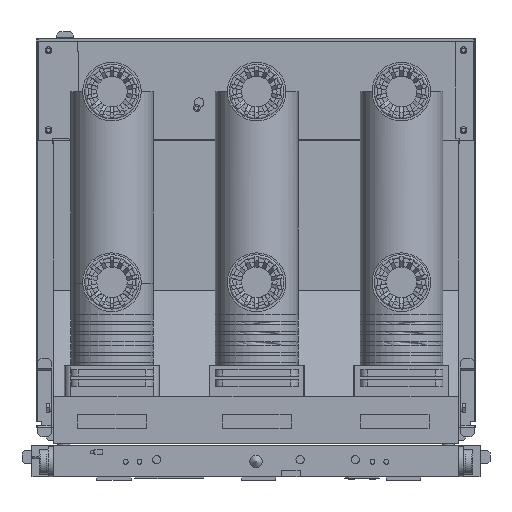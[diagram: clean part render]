
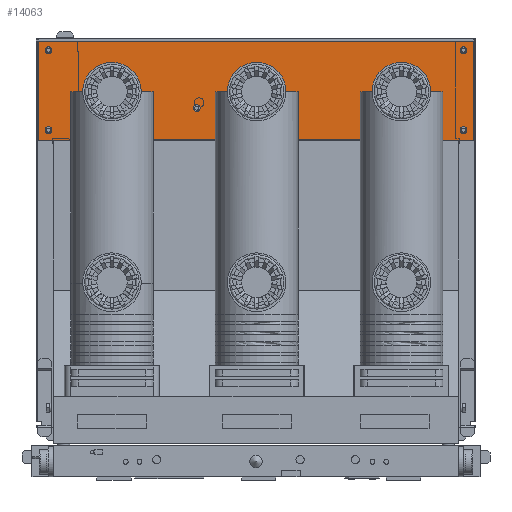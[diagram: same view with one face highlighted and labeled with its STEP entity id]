
A CAD part, left-side view. The second image highlights one B-rep face of the part: STEP entity #14063.
In plain terms, the highlighted planar face has unit normal (-1, 0, 0).
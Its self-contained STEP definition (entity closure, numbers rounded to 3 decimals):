
#14063=ADVANCED_FACE('',(#60049,#60051,#60053,#60055,#60057,#60059),#60061,.T.);
#60049=FACE_BOUND('',#60050,.T.);
#60050=EDGE_LOOP('',(#93097,#93098,#93099,#93100,#93101,#93102,#93103,#93104,#93105,
#93106));
#60051=FACE_BOUND('',#60052,.T.);
#60052=EDGE_LOOP('',(#93107));
#60053=FACE_BOUND('',#60054,.T.);
#60054=EDGE_LOOP('',(#93108));
#60055=FACE_BOUND('',#60056,.T.);
#60056=EDGE_LOOP('',(#93109));
#60057=FACE_BOUND('',#60058,.T.);
#60058=EDGE_LOOP('',(#93110));
#60059=FACE_BOUND('',#60060,.T.);
#60060=EDGE_LOOP('',(#93111));
#60061=PLANE('',#60062);
#60062=AXIS2_PLACEMENT_3D('',#60063,#60064,#60065);
#60063=CARTESIAN_POINT('',(-65.,319.,586.));
#60064=DIRECTION('',(-1.,0.,0.));
#60065=DIRECTION('',(0.,0.,-1.));
#93097=ORIENTED_EDGE('',*,*,#122150,.T.);
#93098=ORIENTED_EDGE('',*,*,#120581,.F.);
#93099=ORIENTED_EDGE('',*,*,#120502,.F.);
#93100=ORIENTED_EDGE('',*,*,#122151,.T.);
#93101=ORIENTED_EDGE('',*,*,#122152,.T.);
#93102=ORIENTED_EDGE('',*,*,#122153,.F.);
#93103=ORIENTED_EDGE('',*,*,#120504,.F.);
#93104=ORIENTED_EDGE('',*,*,#120495,.F.);
#93105=ORIENTED_EDGE('',*,*,#122154,.T.);
#93106=ORIENTED_EDGE('',*,*,#122155,.F.);
#93107=ORIENTED_EDGE('',*,*,#122156,.F.);
#93108=ORIENTED_EDGE('',*,*,#122157,.F.);
#93109=ORIENTED_EDGE('',*,*,#122158,.F.);
#93110=ORIENTED_EDGE('',*,*,#122159,.F.);
#93111=ORIENTED_EDGE('',*,*,#122160,.F.);
#120495=EDGE_CURVE('',#136334,#135912,#136335,.F.);
#120502=EDGE_CURVE('',#136346,#135973,#136348,.T.);
#120504=EDGE_CURVE('',#135912,#136350,#136351,.T.);
#120581=EDGE_CURVE('',#135973,#136478,#136479,.F.);
#122150=EDGE_CURVE('',#139516,#136478,#139517,.T.);
#122151=EDGE_CURVE('',#136346,#139518,#139519,.T.);
#122152=EDGE_CURVE('',#139518,#139520,#139521,.T.);
#122153=EDGE_CURVE('',#136350,#139520,#139522,.T.);
#122154=EDGE_CURVE('',#136334,#139523,#139524,.T.);
#122155=EDGE_CURVE('',#139516,#139523,#139525,.T.);
#122156=EDGE_CURVE('',#139526,#139526,#139527,.T.);
#122157=EDGE_CURVE('',#139528,#139528,#139529,.T.);
#122158=EDGE_CURVE('',#139530,#139530,#139531,.T.);
#122159=EDGE_CURVE('',#139532,#139532,#139533,.T.);
#122160=EDGE_CURVE('',#139534,#139534,#139535,.T.);
#135912=VERTEX_POINT('',#165426);
#135973=VERTEX_POINT('',#165549);
#136334=VERTEX_POINT('',#166846);
#136335=LINE('',#166847,#166848);
#136346=VERTEX_POINT('',#166870);
#136348=LINE('',#166874,#166875);
#136350=VERTEX_POINT('',#166880);
#136351=LINE('',#166881,#166882);
#136478=VERTEX_POINT('',#167170);
#136479=LINE('',#167171,#167172);
#139516=VERTEX_POINT('',#173392);
#139517=LINE('',#173393,#173394);
#139518=VERTEX_POINT('',#173396);
#139519=LINE('',#173397,#173398);
#139520=VERTEX_POINT('',#173400);
#139521=LINE('',#173401,#173402);
#139522=LINE('',#173404,#173405);
#139523=VERTEX_POINT('',#173407);
#139524=LINE('',#173408,#173409);
#139525=LINE('',#173411,#173412);
#139526=VERTEX_POINT('',#173414);
#139527=CIRCLE('',#173415,5.);
#139528=VERTEX_POINT('',#173419);
#139529=CIRCLE('',#173420,5.);
#139530=VERTEX_POINT('',#173424);
#139531=CIRCLE('',#173425,5.);
#139532=VERTEX_POINT('',#173429);
#139533=CIRCLE('',#173430,5.);
#139534=VERTEX_POINT('',#173434);
#139535=CIRCLE('',#173435,5.);
#165426=CARTESIAN_POINT('',(-65.,-294.,440.));
#165549=CARTESIAN_POINT('',(-65.,294.,440.));
#166846=CARTESIAN_POINT('',(-65.,-316.,440.));
#166847=CARTESIAN_POINT('',(-65.,-294.,440.));
#166848=VECTOR('',#166849,1.);
#166849=DIRECTION('',(0.,-1.,0.));
#166870=CARTESIAN_POINT('',(-65.,270.,440.));
#166874=CARTESIAN_POINT('',(-65.,270.,440.));
#166875=VECTOR('',#166876,1.);
#166876=DIRECTION('',(0.,1.,0.));
#166880=CARTESIAN_POINT('',(-65.,-270.,440.));
#166881=CARTESIAN_POINT('',(-65.,-294.,440.));
#166882=VECTOR('',#166883,1.);
#166883=DIRECTION('',(0.,1.,0.));
#167170=CARTESIAN_POINT('',(-65.,316.,440.));
#167171=CARTESIAN_POINT('',(-65.,316.,440.));
#167172=VECTOR('',#167173,1.);
#167173=DIRECTION('',(0.,-1.,0.));
#173392=CARTESIAN_POINT('',(-65.,316.,586.));
#173393=CARTESIAN_POINT('',(-65.,316.,586.));
#173394=VECTOR('',#173395,1.);
#173395=DIRECTION('',(0.,0.,-1.));
#173396=CARTESIAN_POINT('',(-65.,270.,442.));
#173397=CARTESIAN_POINT('',(-65.,270.,440.));
#173398=VECTOR('',#173399,1.);
#173399=DIRECTION('',(0.,0.,1.));
#173400=CARTESIAN_POINT('',(-65.,-270.,442.));
#173401=CARTESIAN_POINT('',(-65.,270.,442.));
#173402=VECTOR('',#173403,1.);
#173403=DIRECTION('',(0.,-1.,0.));
#173404=CARTESIAN_POINT('',(-65.,-270.,440.));
#173405=VECTOR('',#173406,1.);
#173406=DIRECTION('',(0.,0.,1.));
#173407=CARTESIAN_POINT('',(-65.,-316.,586.));
#173408=CARTESIAN_POINT('',(-65.,-316.,440.));
#173409=VECTOR('',#173410,1.);
#173410=DIRECTION('',(0.,0.,1.));
#173411=CARTESIAN_POINT('',(-65.,316.,586.));
#173412=VECTOR('',#173413,1.);
#173413=DIRECTION('',(0.,-1.,0.));
#173414=CARTESIAN_POINT('',(-65.,81.,487.));
#173415=AXIS2_PLACEMENT_3D('',#173416,#173417,#173418);
#173416=CARTESIAN_POINT('',(-65.,86.,487.));
#173417=DIRECTION('',(-1.,0.,0.));
#173418=DIRECTION('',(0.,-1.,0.));
#173419=CARTESIAN_POINT('',(-65.,296.,455.));
#173420=AXIS2_PLACEMENT_3D('',#173421,#173422,#173423);
#173421=CARTESIAN_POINT('',(-65.,301.,455.));
#173422=DIRECTION('',(-1.,0.,0.));
#173423=DIRECTION('',(0.,-1.,0.));
#173424=CARTESIAN_POINT('',(-65.,296.,571.));
#173425=AXIS2_PLACEMENT_3D('',#173426,#173427,#173428);
#173426=CARTESIAN_POINT('',(-65.,301.,571.));
#173427=DIRECTION('',(-1.,0.,0.));
#173428=DIRECTION('',(0.,-1.,0.));
#173429=CARTESIAN_POINT('',(-65.,-306.,455.));
#173430=AXIS2_PLACEMENT_3D('',#173431,#173432,#173433);
#173431=CARTESIAN_POINT('',(-65.,-301.,455.));
#173432=DIRECTION('',(-1.,0.,0.));
#173433=DIRECTION('',(0.,-1.,0.));
#173434=CARTESIAN_POINT('',(-65.,-306.,571.));
#173435=AXIS2_PLACEMENT_3D('',#173436,#173437,#173438);
#173436=CARTESIAN_POINT('',(-65.,-301.,571.));
#173437=DIRECTION('',(-1.,0.,0.));
#173438=DIRECTION('',(0.,-1.,0.));
